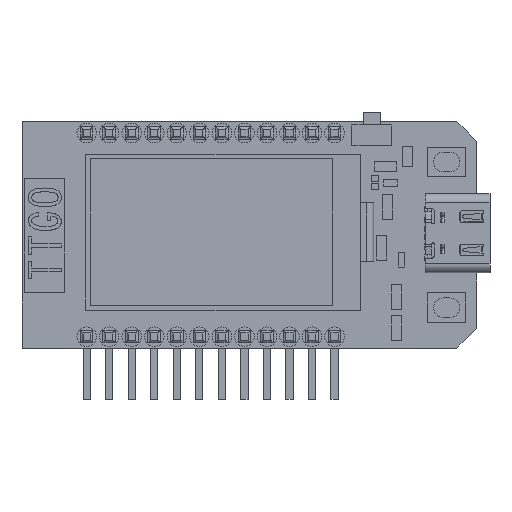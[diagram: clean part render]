
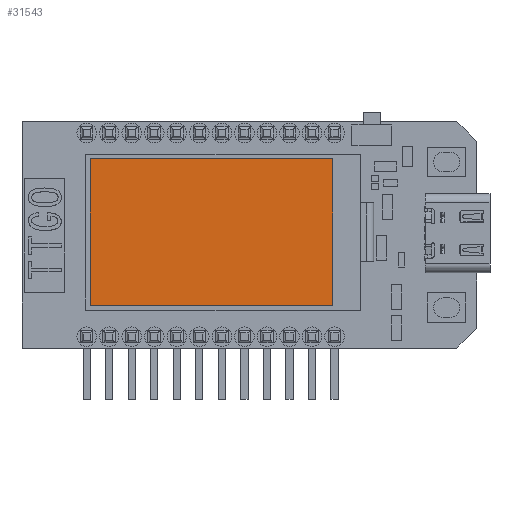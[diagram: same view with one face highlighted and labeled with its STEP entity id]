
A CAD part, front view. The second image highlights one B-rep face of the part: STEP entity #31543.
In plain terms, the highlighted planar face has unit normal (0, -1, 0).
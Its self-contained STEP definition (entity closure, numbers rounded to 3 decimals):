
#2121=PLANE('',#33908);
#3834=FACE_OUTER_BOUND('',#5696,.T.);
#5696=EDGE_LOOP('',(#29455,#29456,#29457,#29458));
#9328=LINE('',#52412,#12966);
#9331=LINE('',#52417,#12969);
#9332=LINE('',#52420,#12970);
#9334=LINE('',#52423,#12972);
#12966=VECTOR('',#42092,10.);
#12969=VECTOR('',#42097,10.);
#12970=VECTOR('',#42100,10.);
#12972=VECTOR('',#42104,10.);
#16300=VERTEX_POINT('',#52409);
#16301=VERTEX_POINT('',#52411);
#16302=VERTEX_POINT('',#52415);
#16303=VERTEX_POINT('',#52419);
#20684=EDGE_CURVE('',#16301,#16300,#9328,.T.);
#20687=EDGE_CURVE('',#16300,#16302,#9331,.T.);
#20688=EDGE_CURVE('',#16303,#16301,#9332,.T.);
#20690=EDGE_CURVE('',#16302,#16303,#9334,.T.);
#29455=ORIENTED_EDGE('',*,*,#20690,.T.);
#29456=ORIENTED_EDGE('',*,*,#20688,.T.);
#29457=ORIENTED_EDGE('',*,*,#20684,.T.);
#29458=ORIENTED_EDGE('',*,*,#20687,.T.);
#31543=ADVANCED_FACE('',(#3834),#2121,.T.);
#33908=AXIS2_PLACEMENT_3D('',#52424,#42105,#42106);
#42092=DIRECTION('',(1.,0.,0.));
#42097=DIRECTION('',(0.,0.,1.));
#42100=DIRECTION('',(0.,0.,-1.));
#42104=DIRECTION('',(-1.,0.,0.));
#42105=DIRECTION('center_axis',(0.,-1.,0.));
#42106=DIRECTION('ref_axis',(0.,0.,-1.));
#52409=CARTESIAN_POINT('',(9.425,-1.5,-8.));
#52411=CARTESIAN_POINT('',(-17.975,-1.5,-8.));
#52412=CARTESIAN_POINT('',(9.425,-1.5,-8.));
#52415=CARTESIAN_POINT('',(9.425,-1.5,8.6));
#52417=CARTESIAN_POINT('',(9.425,-1.5,8.6));
#52419=CARTESIAN_POINT('',(-17.975,-1.5,8.6));
#52420=CARTESIAN_POINT('',(-17.975,-1.5,-8.));
#52423=CARTESIAN_POINT('',(-17.975,-1.5,8.6));
#52424=CARTESIAN_POINT('Origin',(-4.275,-1.5,0.3));
